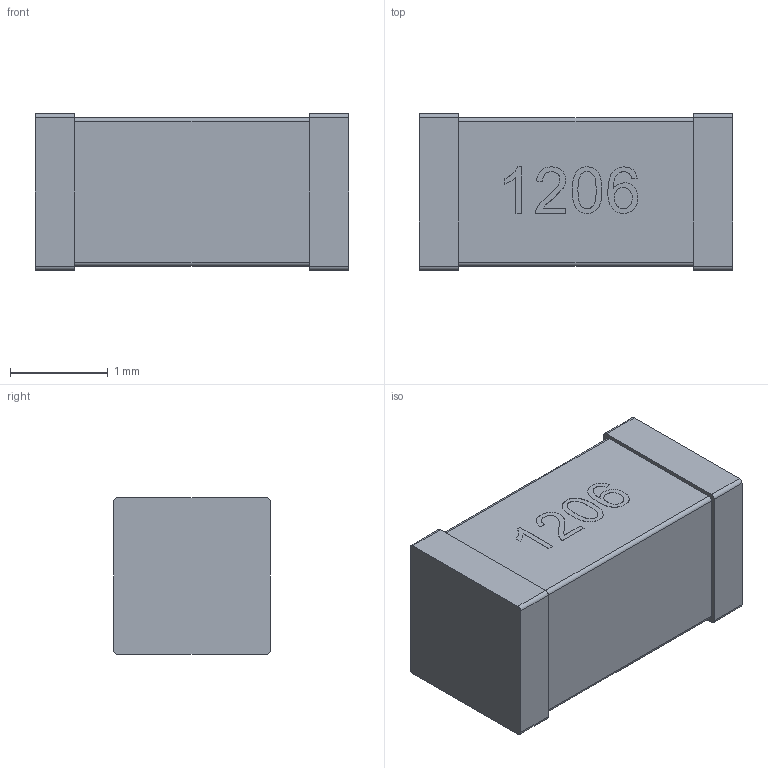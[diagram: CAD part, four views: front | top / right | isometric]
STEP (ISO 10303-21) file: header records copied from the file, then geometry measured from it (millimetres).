
FILE_DESCRIPTION(('FreeCAD Model'),'2;1');
FILE_NAME('1206C.step','2022-09-12T09:14:24' ,('Author'),(''),'Open CASCADE STEP processor 7.3','FreeCAD','Unknown' );
FILE_SCHEMA(('AUTOMOTIVE_DESIGN { 1 0 10303 214 1 1 1 1 }'));
Length unit declared in the file: millimetre
Products named in the file (2): C_1206_3216Metric; Extrude
Bounding box: 3.2 x 1.6 x 1.6 mm (x, y, z)
Volume: 7.6 mm3; surface area: 25.6 mm2
Topology: 5 solids, 5 shells, 115 faces, 309 edges, 206 vertices
Faces by surface type: extrusion 69, plane 34, cylinder 12
Entity records: 4516 total; most frequent: CARTESIAN_POINT 1045, ORIENTED_EDGE 618, DIRECTION 358, EDGE_CURVE 309, VECTOR 216, B_SPLINE_CURVE_WITH_KNOTS 207, VERTEX_POINT 206, LINE 147
